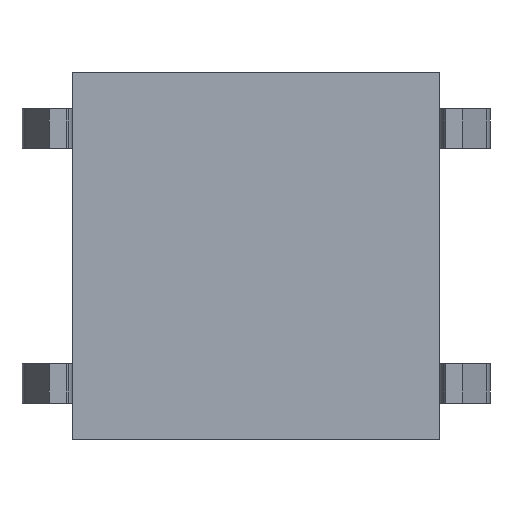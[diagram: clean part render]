
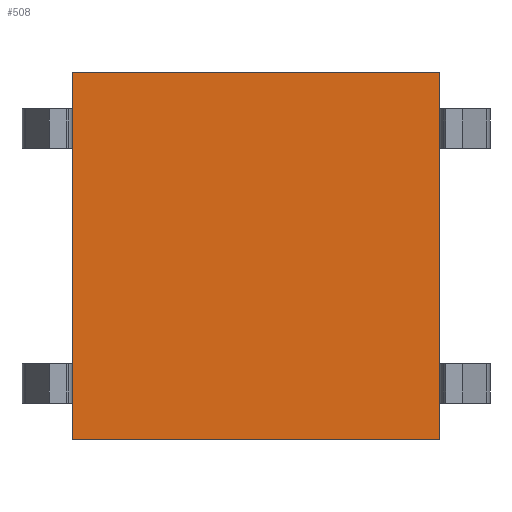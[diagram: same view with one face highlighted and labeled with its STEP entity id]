
A CAD part, front view. The second image highlights one B-rep face of the part: STEP entity #508.
In plain terms, the highlighted planar face has unit normal (0, -1, 0).
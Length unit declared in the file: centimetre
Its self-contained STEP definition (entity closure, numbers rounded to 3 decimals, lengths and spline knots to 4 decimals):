
#268 = DIRECTION ( 'NONE',  ( 0., 0., 1. ) ) ;
#508 = ADVANCED_FACE ( 'NONE', ( #5933 ), #3519, .F. ) ;
#511 = LINE ( 'NONE', #3940, #1651 ) ;
#629 = DIRECTION ( 'NONE',  ( -1., 0., 0. ) ) ;
#706 = VERTEX_POINT ( 'NONE', #4094 ) ;
#943 = EDGE_CURVE ( 'NONE', #6039, #4239, #4282, .T. ) ;
#1015 = ORIENTED_EDGE ( 'NONE', *, *, #4636, .F. ) ;
#1178 = CARTESIAN_POINT ( 'NONE',  ( 0.325, 0., 0. ) ) ;
#1412 = LINE ( 'NONE', #1178, #3768 ) ;
#1651 = VECTOR ( 'NONE', #629, 100. ) ;
#1842 = VECTOR ( 'NONE', #5896, 100. ) ;
#2145 = CARTESIAN_POINT ( 'NONE',  ( 0., 0., 0.325 ) ) ;
#2160 = ORIENTED_EDGE ( 'NONE', *, *, #943, .F. ) ;
#2575 = CARTESIAN_POINT ( 'NONE',  ( -0.325, 0., 0.325 ) ) ;
#2712 = AXIS2_PLACEMENT_3D ( 'NONE', #5990, #3117, #268 ) ;
#2895 = VECTOR ( 'NONE', #5946, 100. ) ;
#2930 = ORIENTED_EDGE ( 'NONE', *, *, #5541, .F. ) ;
#3117 = DIRECTION ( 'NONE',  ( 0., 1., 0. ) ) ;
#3519 = PLANE ( 'NONE',  #2712 ) ;
#3577 = CARTESIAN_POINT ( 'NONE',  ( -0.325, 0., 0. ) ) ;
#3666 = VERTEX_POINT ( 'NONE', #5045 ) ;
#3738 = ORIENTED_EDGE ( 'NONE', *, *, #5647, .F. ) ;
#3768 = VECTOR ( 'NONE', #4473, 100. ) ;
#3940 = CARTESIAN_POINT ( 'NONE',  ( 0., 0., -0.325 ) ) ;
#4094 = CARTESIAN_POINT ( 'NONE',  ( 0.325, 0., -0.325 ) ) ;
#4239 = VERTEX_POINT ( 'NONE', #4433 ) ;
#4282 = LINE ( 'NONE', #2145, #2895 ) ;
#4327 = LINE ( 'NONE', #3577, #1842 ) ;
#4433 = CARTESIAN_POINT ( 'NONE',  ( 0.325, 0., 0.325 ) ) ;
#4473 = DIRECTION ( 'NONE',  ( 0., 0., -1. ) ) ;
#4636 = EDGE_CURVE ( 'NONE', #3666, #6039, #4327, .T. ) ;
#5045 = CARTESIAN_POINT ( 'NONE',  ( -0.325, 0., -0.325 ) ) ;
#5541 = EDGE_CURVE ( 'NONE', #706, #3666, #511, .T. ) ;
#5641 = EDGE_LOOP ( 'NONE', ( #2930, #3738, #2160, #1015 ) ) ;
#5647 = EDGE_CURVE ( 'NONE', #4239, #706, #1412, .T. ) ;
#5896 = DIRECTION ( 'NONE',  ( 0., 0., 1. ) ) ;
#5933 = FACE_OUTER_BOUND ( 'NONE', #5641, .T. ) ;
#5946 = DIRECTION ( 'NONE',  ( 1., 0., 0. ) ) ;
#5990 = CARTESIAN_POINT ( 'NONE',  ( 0., 0., 0. ) ) ;
#6039 = VERTEX_POINT ( 'NONE', #2575 ) ;
